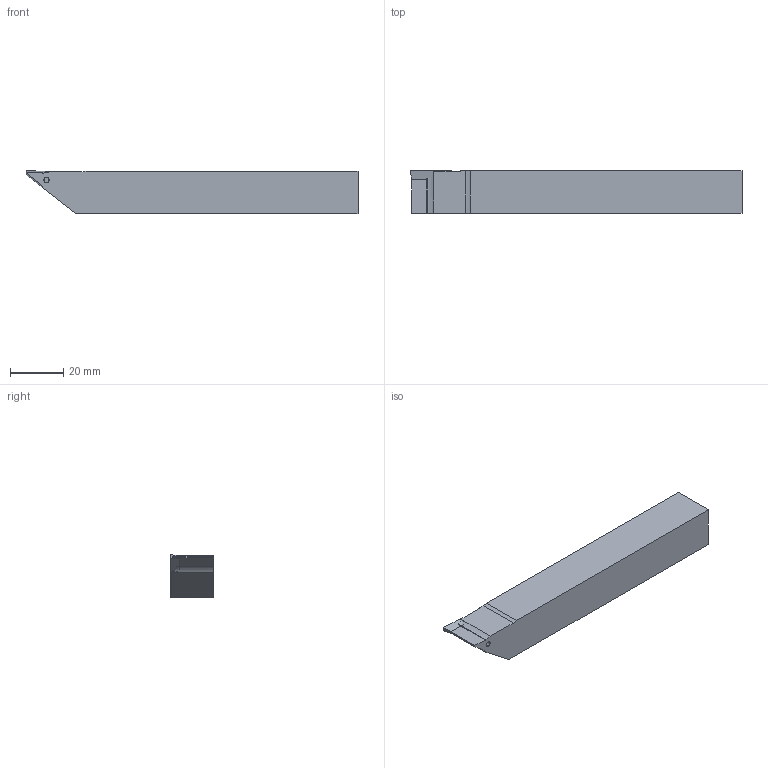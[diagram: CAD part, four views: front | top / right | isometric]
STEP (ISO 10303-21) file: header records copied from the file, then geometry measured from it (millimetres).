
FILE_DESCRIPTION (( 'STEP AP203' ), '1' );
FILE_NAME ('ISO-156-09.step', '2013-08-22T08:55:40', ( '' ), ( '' ), 'SwSTEP 2.0', 'SolidWorks 2013', '' );
FILE_SCHEMA (( 'CONFIG_CONTROL_DESIGN' ));
Length unit declared in the file: millimetre
Products named in the file (4): ISO-156-09; ISO-156-Kunde_16-R-ST; MSP-7_M2,5X6-TX8 CERATIZIT   Schraube; VPGT 10-R-L-Kunde_VPGT 10 R
Assembly tree (3 placements, depth 2):
  ISO-156-09
    ISO-156-Kunde_16-R-ST
    MSP-7_M2,5X6-TX8 CERATIZIT   Schraube
    VPGT 10-R-L-Kunde_VPGT 10 R
Bounding box: 125 x 16 x 16.2 mm (x, y, z)
Volume: 29648.1 mm3; surface area: 8428.1 mm2
Topology: 3 solids, 3 shells, 74 faces, 185 edges, 117 vertices
Faces by surface type: plane 30, cylinder 28, cone 12, torus 4
Entity records: 2625 total; most frequent: DIRECTION 417, CARTESIAN_POINT 386, ORIENTED_EDGE 366, EDGE_CURVE 183, AXIS2_PLACEMENT_3D 156, VERTEX_POINT 117, LINE 105, VECTOR 105
